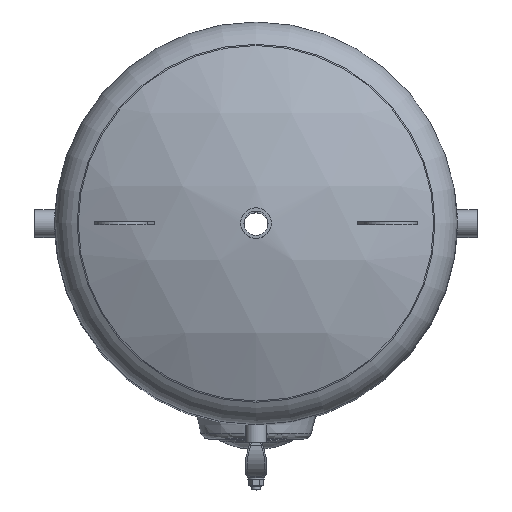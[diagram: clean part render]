
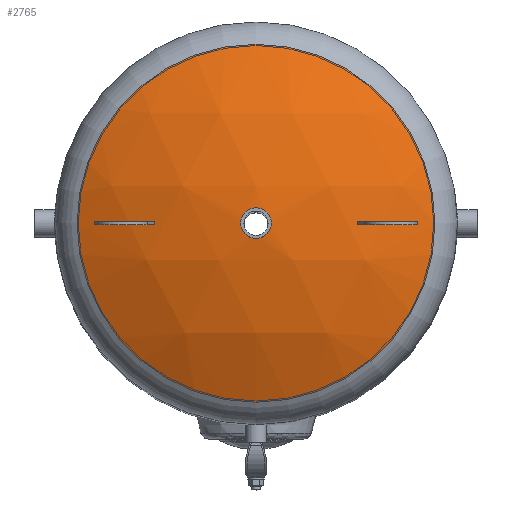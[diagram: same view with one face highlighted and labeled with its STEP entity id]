
A CAD part, top view. The second image highlights one B-rep face of the part: STEP entity #2765.
In plain terms, the highlighted spherical face has radius 750 mm.
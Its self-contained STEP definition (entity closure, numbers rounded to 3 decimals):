
#674=SPHERICAL_SURFACE('',#3016,750.);
#736=FACE_BOUND('',#1069,.T.);
#837=FACE_OUTER_BOUND('',#1068,.T.);
#1068=EDGE_LOOP('',(#2164));
#1069=EDGE_LOOP('',(#2165));
#1254=CIRCLE('',#3009,28.5);
#1258=CIRCLE('',#3017,333.333);
#1399=VERTEX_POINT('',#5244);
#1403=VERTEX_POINT('',#5256);
#1687=EDGE_CURVE('',#1399,#1399,#1254,.T.);
#1691=EDGE_CURVE('',#1403,#1403,#1258,.T.);
#2164=ORIENTED_EDGE('',*,*,#1691,.F.);
#2165=ORIENTED_EDGE('',*,*,#1687,.T.);
#2765=ADVANCED_FACE('',(#837,#736),#674,.T.);
#3009=AXIS2_PLACEMENT_3D('',#5245,#3501,#3502);
#3016=AXIS2_PLACEMENT_3D('',#5255,#3515,#3516);
#3017=AXIS2_PLACEMENT_3D('',#5257,#3517,#3518);
#3501=DIRECTION('center_axis',(0.,-1.,0.));
#3502=DIRECTION('ref_axis',(-1.,0.,0.));
#3515=DIRECTION('center_axis',(0.,0.,1.));
#3516=DIRECTION('ref_axis',(1.,0.,0.));
#3517=DIRECTION('center_axis',(0.,-1.,0.));
#3518=DIRECTION('ref_axis',(1.,0.,0.));
#5244=CARTESIAN_POINT('',(28.5,179.458,0.));
#5245=CARTESIAN_POINT('Origin',(0.,179.458,0.));
#5255=CARTESIAN_POINT('Origin',(0.,-570.,0.));
#5256=CARTESIAN_POINT('',(333.333,101.855,0.));
#5257=CARTESIAN_POINT('Origin',(0.,101.855,0.));
